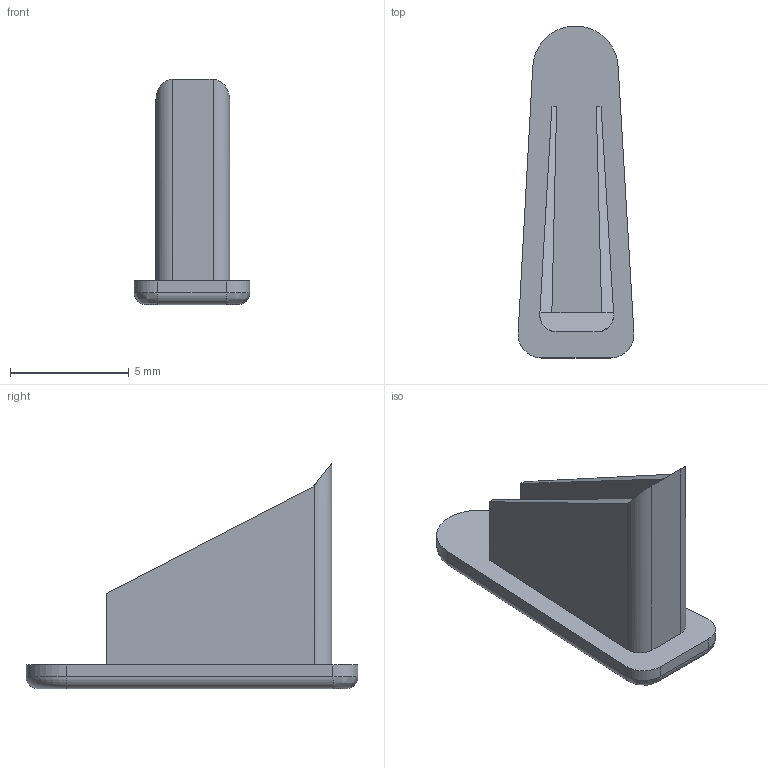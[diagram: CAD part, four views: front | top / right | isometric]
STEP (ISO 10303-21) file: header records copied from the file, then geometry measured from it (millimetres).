
FILE_DESCRIPTION((''),'2;1');
FILE_NAME('ASM0139_ASM','2021-03-30T',('marketing.praksa'),('Audax d.o.o.'),'CREO PARAMETRIC BY PTC INC, 2017480','CREO PARAMETRIC BY PTC INC, 2017480','');
FILE_SCHEMA(('AUTOMOTIVE_DESIGN { 1 0 10303 214 1 1 1 1 }'));
Products named in the file (3): PRT0153; PRT000535; ASM0139_ASM
Assembly tree (2 placements, depth 2):
  ASM0139_ASM
    PRT0153
    PRT000535
Bounding box: 4.88 x 14 x 9.5 mm (x, y, z)
Volume: 107.7 mm3; surface area: 392.1 mm2
Topology: 4 solids, 4 shells, 136 faces, 380 edges, 256 vertices
Faces by surface type: plane 74, cylinder 58, torus 2, bspline 2
Entity records: 6831 total; most frequent: CARTESIAN_POINT 836, DIRECTION 784, ORIENTED_EDGE 760, PRESENTATION_STYLE_ASSIGNMENT 520, STYLED_ITEM 520, CURVE_STYLE 380, EDGE_CURVE 380, AXIS2_PLACEMENT_3D 271
